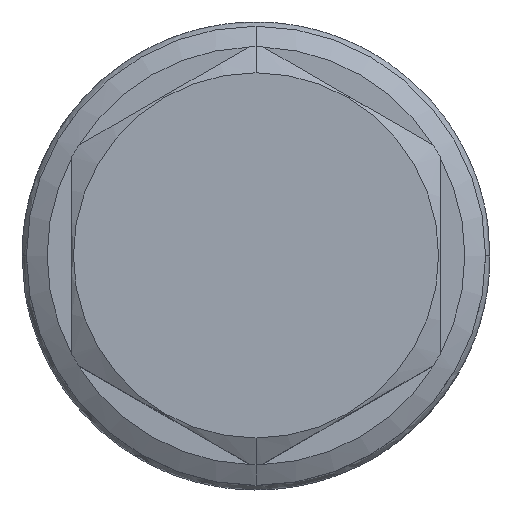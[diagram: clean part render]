
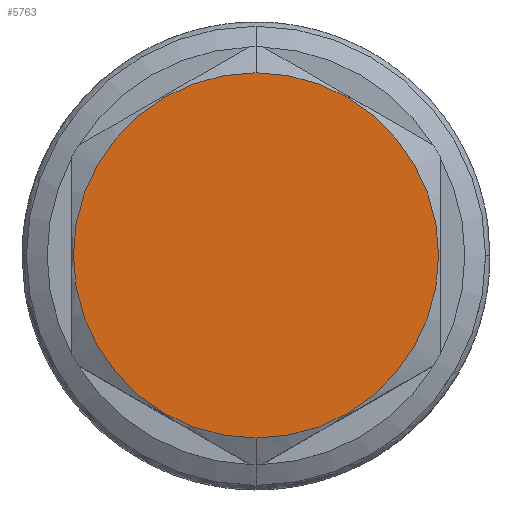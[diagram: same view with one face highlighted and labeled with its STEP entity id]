
A CAD part, top view. The second image highlights one B-rep face of the part: STEP entity #5763.
In plain terms, the highlighted planar face has unit normal (0, 0, 1).
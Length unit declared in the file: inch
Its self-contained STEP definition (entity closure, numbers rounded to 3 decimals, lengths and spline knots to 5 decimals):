
#2539=CARTESIAN_POINT('',(0.,0.,3.625));
#2540=DIRECTION('',(0.,0.,1.));
#2541=DIRECTION('',(0.,-1.,0.));
#2542=AXIS2_PLACEMENT_3D('',#2539,#2540,#2541);
#2544=CARTESIAN_POINT('',(0.,0.,3.625));
#2545=DIRECTION('',(0.,0.,1.));
#2546=DIRECTION('',(0.,1.,0.));
#2547=AXIS2_PLACEMENT_3D('',#2544,#2545,#2546);
#2992=CARTESIAN_POINT('',(0.,-0.62,3.625));
#2993=CARTESIAN_POINT('',(0.,0.62,3.625));
#2994=VERTEX_POINT('',#2992);
#2995=VERTEX_POINT('',#2993);
#5754=CARTESIAN_POINT('',(0.,0.,3.625));
#5755=DIRECTION('',(0.,0.,1.));
#5756=DIRECTION('',(0.,1.,0.));
#5757=AXIS2_PLACEMENT_3D('',#5754,#5755,#5756);
#5758=PLANE('',#5757);
#5759=ORIENTED_EDGE('',*,*,#5524,.F.);
#5760=ORIENTED_EDGE('',*,*,#5745,.F.);
#5761=EDGE_LOOP('',(#5759,#5760));
#5762=FACE_OUTER_BOUND('',#5761,.F.);
#5763=ADVANCED_FACE('',(#5762),#5758,.T.);
#2543=CIRCLE('',#2542,0.62);
#2548=CIRCLE('',#2547,0.62);
#5524=EDGE_CURVE('',#2994,#2995,#2543,.T.);
#5745=EDGE_CURVE('',#2995,#2994,#2548,.T.);
